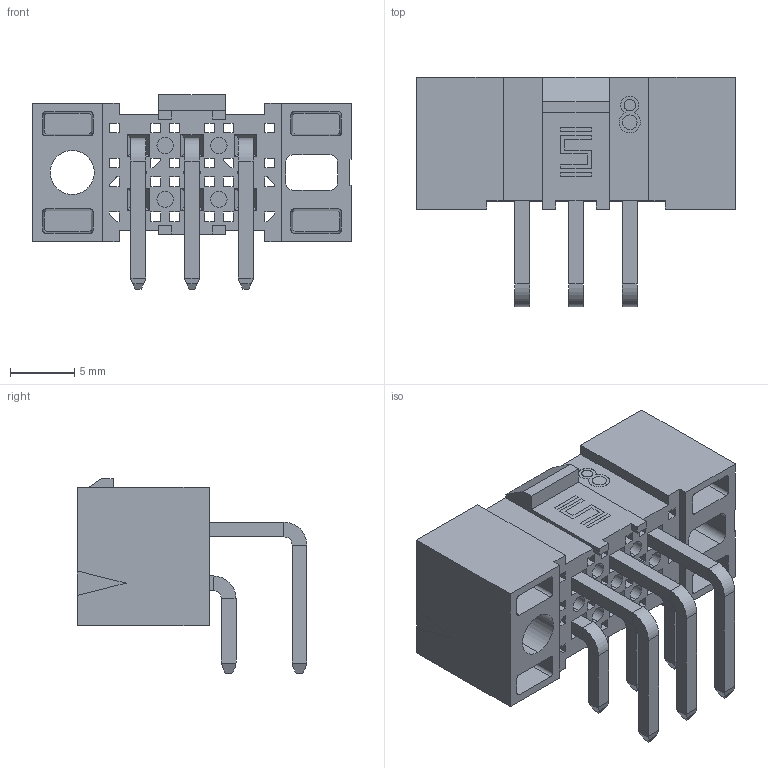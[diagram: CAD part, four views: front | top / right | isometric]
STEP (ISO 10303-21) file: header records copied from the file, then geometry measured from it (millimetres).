
FILE_DESCRIPTION (( 'STEP AP203' ), '1' );
FILE_NAME ('IPBT-103-H1-X-D-RA-GP.step', '2004-10-14T19:34:22', ( 'Dean Purvis' ), ( ' ' ), 'SwSTEP 2.0', 'SolidWorks 2003314', '' );
FILE_SCHEMA (( 'CONFIG_CONTROL_DESIGN' ));
Length unit declared in the file: inch
Products named in the file (4): IPBT-103-H1-X-D-RA-GP; IPBT-XX-D-XX_Customer Model: -GP; T-1S55-X_-01 RA (IPBT-RA  2nd row pin); T-1S55-X_-01 RA (IPBT-RA  1st row pin)
Assembly tree (7 placements, depth 2):
  IPBT-103-H1-X-D-RA-GP
    T-1S55-X_-01 RA (IPBT-RA  2nd row pin)  x3
    IPBT-XX-D-XX_Customer Model: -GP
    T-1S55-X_-01 RA (IPBT-RA  1st row pin)  x3
Bounding box: 24.83 x 17.89 x 15.19 mm (x, y, z)
Volume: 1559.9 mm3; surface area: 3323 mm2
Topology: 7 solids, 7 shells, 569 faces, 1460 edges, 904 vertices
Faces by surface type: plane 505, cylinder 58, cone 6
Entity records: 14402 total; most frequent: CARTESIAN_POINT 2519, ORIENTED_EDGE 2408, DIRECTION 2196, EDGE_CURVE 1204, VECTOR 1098, LINE 1098, VERTEX_POINT 744, AXIS2_PLACEMENT_3D 549
